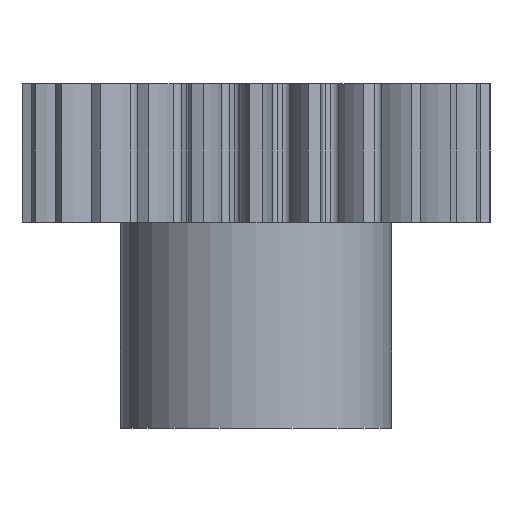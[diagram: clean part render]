
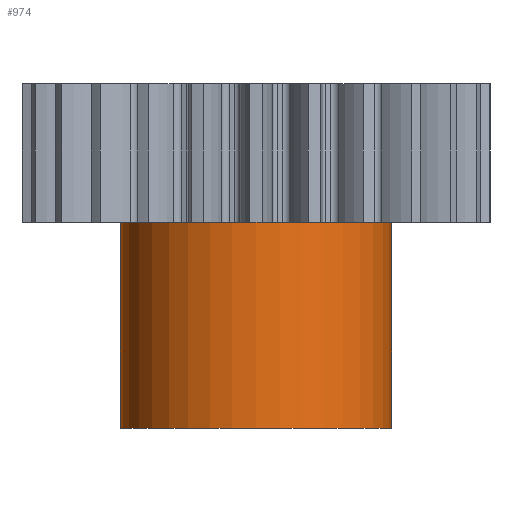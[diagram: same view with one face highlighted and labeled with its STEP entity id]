
A CAD part, front view. The second image highlights one B-rep face of the part: STEP entity #974.
In plain terms, the highlighted cylindrical face has radius 62.5 mm (diameter 125 mm), a partial arc.
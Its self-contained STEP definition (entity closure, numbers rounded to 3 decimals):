
#90 = CARTESIAN_POINT ( 'NONE',  ( 62.5, 0., -95. ) ) ;
#909 = ORIENTED_EDGE ( 'NONE', *, *, #4348, .F. ) ;
#957 = ORIENTED_EDGE ( 'NONE', *, *, #1400, .T. ) ;
#959 = ORIENTED_EDGE ( 'NONE', *, *, #975, .T. ) ;
#960 = ORIENTED_EDGE ( 'NONE', *, *, #1404, .F. ) ;
#967 = EDGE_LOOP ( 'NONE', ( #960, #959, #957, #909 ) ) ;
#974 = ADVANCED_FACE ( 'NONE', ( #5421 ), #5448, .T. ) ;
#975 = EDGE_CURVE ( 'NONE', #1392, #1444, #5420, .T. ) ;
#1392 = VERTEX_POINT ( 'NONE', #5988 ) ;
#1395 = VERTEX_POINT ( 'NONE', #5953 ) ;
#1397 = VERTEX_POINT ( 'NONE', #5726 ) ;
#1400 = EDGE_CURVE ( 'NONE', #1444, #1395, #5267, .T. ) ;
#1404 = EDGE_CURVE ( 'NONE', #1392, #1397, #5568, .T. ) ;
#1444 = VERTEX_POINT ( 'NONE', #90 ) ;
#2336 = CARTESIAN_POINT ( 'NONE',  ( 0., 0., 0. ) ) ;
#2365 = CIRCLE ( 'NONE', #2421, 62.5 ) ;
#2419 = DIRECTION ( 'NONE',  ( 1., 0., 0. ) ) ;
#2420 = DIRECTION ( 'NONE',  ( 0., 0., 1. ) ) ;
#2421 = AXIS2_PLACEMENT_3D ( 'NONE', #2336, #2420, #2419 ) ;
#4348 = EDGE_CURVE ( 'NONE', #1397, #1395, #2365, .T. ) ;
#5256 = VECTOR ( 'NONE', #5451, 1000. ) ;
#5257 = CARTESIAN_POINT ( 'NONE',  ( 62.5, 0., -95. ) ) ;
#5267 = LINE ( 'NONE', #5257, #5256 ) ;
#5410 = CARTESIAN_POINT ( 'NONE',  ( 0., 0., -95. ) ) ;
#5419 = DIRECTION ( 'NONE',  ( 0., 0., 1. ) ) ;
#5420 = CIRCLE ( 'NONE', #5443, 62.5 ) ;
#5421 = FACE_OUTER_BOUND ( 'NONE', #967, .T. ) ;
#5441 = DIRECTION ( 'NONE',  ( 1., 0., 0. ) ) ;
#5442 = DIRECTION ( 'NONE',  ( 0., 0., 1. ) ) ;
#5443 = AXIS2_PLACEMENT_3D ( 'NONE', #5447, #5442, #5441 ) ;
#5447 = CARTESIAN_POINT ( 'NONE',  ( 0., 0., -95. ) ) ;
#5448 = CYLINDRICAL_SURFACE ( 'NONE', #5497, 62.5 ) ;
#5451 = DIRECTION ( 'NONE',  ( 0., 0., 1. ) ) ;
#5496 = DIRECTION ( 'NONE',  ( 1., 0., 0. ) ) ;
#5497 = AXIS2_PLACEMENT_3D ( 'NONE', #5410, #5419, #5496 ) ;
#5568 = LINE ( 'NONE', #5691, #5690 ) ;
#5689 = DIRECTION ( 'NONE',  ( 0., 0., 1. ) ) ;
#5690 = VECTOR ( 'NONE', #5689, 1000. ) ;
#5691 = CARTESIAN_POINT ( 'NONE',  ( -62.5, 0., -95. ) ) ;
#5726 = CARTESIAN_POINT ( 'NONE',  ( -62.5, 0., 0. ) ) ;
#5953 = CARTESIAN_POINT ( 'NONE',  ( 62.5, 0., 0. ) ) ;
#5988 = CARTESIAN_POINT ( 'NONE',  ( -62.5, 0., -95. ) ) ;
